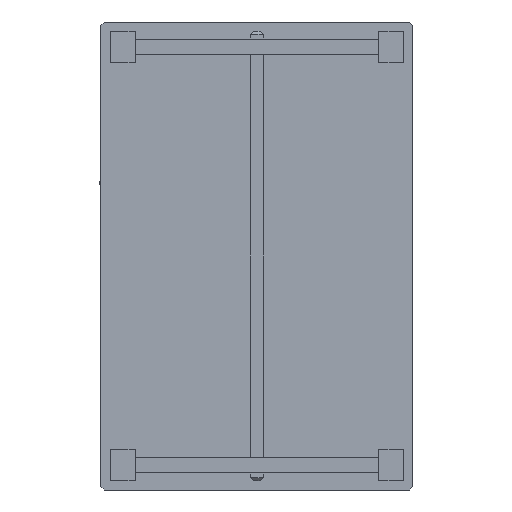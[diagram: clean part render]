
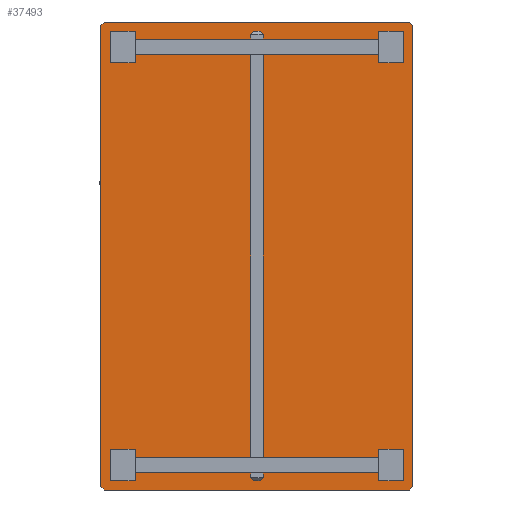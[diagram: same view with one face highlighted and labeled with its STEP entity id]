
A CAD part, front view. The second image highlights one B-rep face of the part: STEP entity #37493.
In plain terms, the highlighted free-form (B-spline) face has degree [1, 1] with [2, 2] control points.
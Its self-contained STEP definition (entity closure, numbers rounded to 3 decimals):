
#37493 = ADVANCED_FACE('',(#37494,#37524,#37554,#37612,#37642),#37672,
  .F.);
#37494 = FACE_BOUND('',#37495,.T.);
#37495 = EDGE_LOOP('',(#37496,#37505,#37512,#37519));
#37496 = ORIENTED_EDGE('',*,*,#37497,.F.);
#37497 = EDGE_CURVE('',#37498,#37500,#37502,.T.);
#37498 = VERTEX_POINT('',#37499);
#37499 = CARTESIAN_POINT('',(443.965,0.,-819.628));
#37500 = VERTEX_POINT('',#37501);
#37501 = CARTESIAN_POINT('',(535.035,0.,-819.628));
#37502 = B_SPLINE_CURVE_WITH_KNOTS('',1,(#37503,#37504),.UNSPECIFIED.,
  .F.,.F.,(2,2),(-80.,0.),.PIECEWISE_BEZIER_KNOTS.);
#37503 = CARTESIAN_POINT('',(443.965,0.,-819.628));
#37504 = CARTESIAN_POINT('',(535.035,0.,-819.628));
#37505 = ORIENTED_EDGE('',*,*,#37506,.F.);
#37506 = EDGE_CURVE('',#37507,#37498,#37509,.T.);
#37507 = VERTEX_POINT('',#37508);
#37508 = CARTESIAN_POINT('',(443.965,0.,-705.791));
#37509 = B_SPLINE_CURVE_WITH_KNOTS('',1,(#37510,#37511),.UNSPECIFIED.,
  .F.,.F.,(2,2),(-100.,-0.),.PIECEWISE_BEZIER_KNOTS.);
#37510 = CARTESIAN_POINT('',(443.965,0.,-705.791));
#37511 = CARTESIAN_POINT('',(443.965,0.,-819.628));
#37512 = ORIENTED_EDGE('',*,*,#37513,.F.);
#37513 = EDGE_CURVE('',#37514,#37507,#37516,.T.);
#37514 = VERTEX_POINT('',#37515);
#37515 = CARTESIAN_POINT('',(535.035,0.,-705.791));
#37516 = B_SPLINE_CURVE_WITH_KNOTS('',1,(#37517,#37518),.UNSPECIFIED.,
  .F.,.F.,(2,2),(0.,80.),.PIECEWISE_BEZIER_KNOTS.);
#37517 = CARTESIAN_POINT('',(535.035,0.,-705.791));
#37518 = CARTESIAN_POINT('',(443.965,0.,-705.791));
#37519 = ORIENTED_EDGE('',*,*,#37520,.F.);
#37520 = EDGE_CURVE('',#37500,#37514,#37521,.T.);
#37521 = B_SPLINE_CURVE_WITH_KNOTS('',1,(#37522,#37523),.UNSPECIFIED.,
  .F.,.F.,(2,2),(0.,100.),.PIECEWISE_BEZIER_KNOTS.);
#37522 = CARTESIAN_POINT('',(535.035,0.,-819.628));
#37523 = CARTESIAN_POINT('',(535.035,0.,-705.791));
#37524 = FACE_BOUND('',#37525,.T.);
#37525 = EDGE_LOOP('',(#37526,#37535,#37542,#37549));
#37526 = ORIENTED_EDGE('',*,*,#37527,.F.);
#37527 = EDGE_CURVE('',#37528,#37530,#37532,.T.);
#37528 = VERTEX_POINT('',#37529);
#37529 = CARTESIAN_POINT('',(-443.965,0.,705.791));
#37530 = VERTEX_POINT('',#37531);
#37531 = CARTESIAN_POINT('',(-443.965,0.,819.628));
#37532 = B_SPLINE_CURVE_WITH_KNOTS('',1,(#37533,#37534),.UNSPECIFIED.,
  .F.,.F.,(2,2),(-100.,0.),.PIECEWISE_BEZIER_KNOTS.);
#37533 = CARTESIAN_POINT('',(-443.965,0.,705.791));
#37534 = CARTESIAN_POINT('',(-443.965,0.,819.628));
#37535 = ORIENTED_EDGE('',*,*,#37536,.F.);
#37536 = EDGE_CURVE('',#37537,#37528,#37539,.T.);
#37537 = VERTEX_POINT('',#37538);
#37538 = CARTESIAN_POINT('',(-535.035,0.,705.791));
#37539 = B_SPLINE_CURVE_WITH_KNOTS('',1,(#37540,#37541),.UNSPECIFIED.,
  .F.,.F.,(2,2),(0.,80.),.PIECEWISE_BEZIER_KNOTS.);
#37540 = CARTESIAN_POINT('',(-535.035,0.,705.791));
#37541 = CARTESIAN_POINT('',(-443.965,0.,705.791));
#37542 = ORIENTED_EDGE('',*,*,#37543,.F.);
#37543 = EDGE_CURVE('',#37544,#37537,#37546,.T.);
#37544 = VERTEX_POINT('',#37545);
#37545 = CARTESIAN_POINT('',(-535.035,0.,819.628));
#37546 = B_SPLINE_CURVE_WITH_KNOTS('',1,(#37547,#37548),.UNSPECIFIED.,
  .F.,.F.,(2,2),(0.,100.),.PIECEWISE_BEZIER_KNOTS.);
#37547 = CARTESIAN_POINT('',(-535.035,0.,819.628));
#37548 = CARTESIAN_POINT('',(-535.035,0.,705.791));
#37549 = ORIENTED_EDGE('',*,*,#37550,.F.);
#37550 = EDGE_CURVE('',#37530,#37544,#37551,.T.);
#37551 = B_SPLINE_CURVE_WITH_KNOTS('',1,(#37552,#37553),.UNSPECIFIED.,
  .F.,.F.,(2,2),(-80.,-0.),.PIECEWISE_BEZIER_KNOTS.);
#37552 = CARTESIAN_POINT('',(-443.965,0.,819.628));
#37553 = CARTESIAN_POINT('',(-535.035,0.,819.628));
#37554 = FACE_BOUND('',#37555,.T.);
#37555 = EDGE_LOOP('',(#37556,#37565,#37572,#37579,#37586,#37593,#37600,
    #37607));
#37556 = ORIENTED_EDGE('',*,*,#37557,.F.);
#37557 = EDGE_CURVE('',#37558,#37560,#37562,.T.);
#37558 = VERTEX_POINT('',#37559);
#37559 = CARTESIAN_POINT('',(569.186,0.,842.396));
#37560 = VERTEX_POINT('',#37561);
#37561 = CARTESIAN_POINT('',(569.186,0.,-842.396));
#37562 = B_SPLINE_CURVE_WITH_KNOTS('',1,(#37563,#37564),.UNSPECIFIED.,
  .F.,.F.,(2,2),(-1490.,-10.),.PIECEWISE_BEZIER_KNOTS.);
#37563 = CARTESIAN_POINT('',(569.186,0.,842.396));
#37564 = CARTESIAN_POINT('',(569.186,0.,-842.396));
#37565 = ORIENTED_EDGE('',*,*,#37566,.T.);
#37566 = EDGE_CURVE('',#37558,#37567,#37569,.T.);
#37567 = VERTEX_POINT('',#37568);
#37568 = CARTESIAN_POINT('',(557.803,0.,853.78));
#37569 = B_SPLINE_CURVE_WITH_KNOTS('',1,(#37570,#37571),.UNSPECIFIED.,
  .F.,.F.,(2,2),(0.,14.142),.PIECEWISE_BEZIER_KNOTS.);
#37570 = CARTESIAN_POINT('',(569.186,0.,842.396));
#37571 = CARTESIAN_POINT('',(557.803,0.,853.78));
#37572 = ORIENTED_EDGE('',*,*,#37573,.F.);
#37573 = EDGE_CURVE('',#37574,#37567,#37576,.T.);
#37574 = VERTEX_POINT('',#37575);
#37575 = CARTESIAN_POINT('',(-557.803,0.,853.78));
#37576 = B_SPLINE_CURVE_WITH_KNOTS('',1,(#37577,#37578),.UNSPECIFIED.,
  .F.,.F.,(2,2),(10.,990.),.PIECEWISE_BEZIER_KNOTS.);
#37577 = CARTESIAN_POINT('',(-557.803,0.,853.78));
#37578 = CARTESIAN_POINT('',(557.803,0.,853.78));
#37579 = ORIENTED_EDGE('',*,*,#37580,.T.);
#37580 = EDGE_CURVE('',#37574,#37581,#37583,.T.);
#37581 = VERTEX_POINT('',#37582);
#37582 = CARTESIAN_POINT('',(-569.186,0.,842.396));
#37583 = B_SPLINE_CURVE_WITH_KNOTS('',1,(#37584,#37585),.UNSPECIFIED.,
  .F.,.F.,(2,2),(0.,14.142),.PIECEWISE_BEZIER_KNOTS.);
#37584 = CARTESIAN_POINT('',(-557.803,0.,853.78));
#37585 = CARTESIAN_POINT('',(-569.186,0.,842.396));
#37586 = ORIENTED_EDGE('',*,*,#37587,.F.);
#37587 = EDGE_CURVE('',#37588,#37581,#37590,.T.);
#37588 = VERTEX_POINT('',#37589);
#37589 = CARTESIAN_POINT('',(-569.186,0.,-842.396));
#37590 = B_SPLINE_CURVE_WITH_KNOTS('',1,(#37591,#37592),.UNSPECIFIED.,
  .F.,.F.,(2,2),(10.,1490.),.PIECEWISE_BEZIER_KNOTS.);
#37591 = CARTESIAN_POINT('',(-569.186,0.,-842.396));
#37592 = CARTESIAN_POINT('',(-569.186,0.,842.396));
#37593 = ORIENTED_EDGE('',*,*,#37594,.T.);
#37594 = EDGE_CURVE('',#37588,#37595,#37597,.T.);
#37595 = VERTEX_POINT('',#37596);
#37596 = CARTESIAN_POINT('',(-557.803,0.,-853.78));
#37597 = B_SPLINE_CURVE_WITH_KNOTS('',1,(#37598,#37599),.UNSPECIFIED.,
  .F.,.F.,(2,2),(0.,14.142),.PIECEWISE_BEZIER_KNOTS.);
#37598 = CARTESIAN_POINT('',(-569.186,0.,-842.396));
#37599 = CARTESIAN_POINT('',(-557.803,0.,-853.78));
#37600 = ORIENTED_EDGE('',*,*,#37601,.F.);
#37601 = EDGE_CURVE('',#37602,#37595,#37604,.T.);
#37602 = VERTEX_POINT('',#37603);
#37603 = CARTESIAN_POINT('',(557.803,0.,-853.78));
#37604 = B_SPLINE_CURVE_WITH_KNOTS('',1,(#37605,#37606),.UNSPECIFIED.,
  .F.,.F.,(2,2),(-990.,-10.),.PIECEWISE_BEZIER_KNOTS.);
#37605 = CARTESIAN_POINT('',(557.803,0.,-853.78));
#37606 = CARTESIAN_POINT('',(-557.803,0.,-853.78));
#37607 = ORIENTED_EDGE('',*,*,#37608,.T.);
#37608 = EDGE_CURVE('',#37602,#37560,#37609,.T.);
#37609 = B_SPLINE_CURVE_WITH_KNOTS('',1,(#37610,#37611),.UNSPECIFIED.,
  .F.,.F.,(2,2),(0.,14.142),.PIECEWISE_BEZIER_KNOTS.);
#37610 = CARTESIAN_POINT('',(557.803,0.,-853.78));
#37611 = CARTESIAN_POINT('',(569.186,0.,-842.396));
#37612 = FACE_BOUND('',#37613,.T.);
#37613 = EDGE_LOOP('',(#37614,#37623,#37630,#37637));
#37614 = ORIENTED_EDGE('',*,*,#37615,.F.);
#37615 = EDGE_CURVE('',#37616,#37618,#37620,.T.);
#37616 = VERTEX_POINT('',#37617);
#37617 = CARTESIAN_POINT('',(535.035,0.,705.791));
#37618 = VERTEX_POINT('',#37619);
#37619 = CARTESIAN_POINT('',(535.035,0.,819.628));
#37620 = B_SPLINE_CURVE_WITH_KNOTS('',1,(#37621,#37622),.UNSPECIFIED.,
  .F.,.F.,(2,2),(-100.,0.),.PIECEWISE_BEZIER_KNOTS.);
#37621 = CARTESIAN_POINT('',(535.035,0.,705.791));
#37622 = CARTESIAN_POINT('',(535.035,0.,819.628));
#37623 = ORIENTED_EDGE('',*,*,#37624,.F.);
#37624 = EDGE_CURVE('',#37625,#37616,#37627,.T.);
#37625 = VERTEX_POINT('',#37626);
#37626 = CARTESIAN_POINT('',(443.965,0.,705.791));
#37627 = B_SPLINE_CURVE_WITH_KNOTS('',1,(#37628,#37629),.UNSPECIFIED.,
  .F.,.F.,(2,2),(-80.,0.),.PIECEWISE_BEZIER_KNOTS.);
#37628 = CARTESIAN_POINT('',(443.965,0.,705.791));
#37629 = CARTESIAN_POINT('',(535.035,0.,705.791));
#37630 = ORIENTED_EDGE('',*,*,#37631,.F.);
#37631 = EDGE_CURVE('',#37632,#37625,#37634,.T.);
#37632 = VERTEX_POINT('',#37633);
#37633 = CARTESIAN_POINT('',(443.965,0.,819.628));
#37634 = B_SPLINE_CURVE_WITH_KNOTS('',1,(#37635,#37636),.UNSPECIFIED.,
  .F.,.F.,(2,2),(0.,100.),.PIECEWISE_BEZIER_KNOTS.);
#37635 = CARTESIAN_POINT('',(443.965,0.,819.628));
#37636 = CARTESIAN_POINT('',(443.965,0.,705.791));
#37637 = ORIENTED_EDGE('',*,*,#37638,.F.);
#37638 = EDGE_CURVE('',#37618,#37632,#37639,.T.);
#37639 = B_SPLINE_CURVE_WITH_KNOTS('',1,(#37640,#37641),.UNSPECIFIED.,
  .F.,.F.,(2,2),(0.,80.),.PIECEWISE_BEZIER_KNOTS.);
#37640 = CARTESIAN_POINT('',(535.035,0.,819.628));
#37641 = CARTESIAN_POINT('',(443.965,0.,819.628));
#37642 = FACE_BOUND('',#37643,.T.);
#37643 = EDGE_LOOP('',(#37644,#37653,#37660,#37667));
#37644 = ORIENTED_EDGE('',*,*,#37645,.F.);
#37645 = EDGE_CURVE('',#37646,#37648,#37650,.T.);
#37646 = VERTEX_POINT('',#37647);
#37647 = CARTESIAN_POINT('',(-535.035,0.,-705.791));
#37648 = VERTEX_POINT('',#37649);
#37649 = CARTESIAN_POINT('',(-535.035,0.,-819.628));
#37650 = B_SPLINE_CURVE_WITH_KNOTS('',1,(#37651,#37652),.UNSPECIFIED.,
  .F.,.F.,(2,2),(-100.,-0.),.PIECEWISE_BEZIER_KNOTS.);
#37651 = CARTESIAN_POINT('',(-535.035,0.,-705.791));
#37652 = CARTESIAN_POINT('',(-535.035,0.,-819.628));
#37653 = ORIENTED_EDGE('',*,*,#37654,.F.);
#37654 = EDGE_CURVE('',#37655,#37646,#37657,.T.);
#37655 = VERTEX_POINT('',#37656);
#37656 = CARTESIAN_POINT('',(-443.965,0.,-705.791));
#37657 = B_SPLINE_CURVE_WITH_KNOTS('',1,(#37658,#37659),.UNSPECIFIED.,
  .F.,.F.,(2,2),(-80.,-0.),.PIECEWISE_BEZIER_KNOTS.);
#37658 = CARTESIAN_POINT('',(-443.965,0.,-705.791));
#37659 = CARTESIAN_POINT('',(-535.035,0.,-705.791));
#37660 = ORIENTED_EDGE('',*,*,#37661,.F.);
#37661 = EDGE_CURVE('',#37662,#37655,#37664,.T.);
#37662 = VERTEX_POINT('',#37663);
#37663 = CARTESIAN_POINT('',(-443.965,0.,-819.628));
#37664 = B_SPLINE_CURVE_WITH_KNOTS('',1,(#37665,#37666),.UNSPECIFIED.,
  .F.,.F.,(2,2),(0.,100.),.PIECEWISE_BEZIER_KNOTS.);
#37665 = CARTESIAN_POINT('',(-443.965,0.,-819.628));
#37666 = CARTESIAN_POINT('',(-443.965,0.,-705.791));
#37667 = ORIENTED_EDGE('',*,*,#37668,.F.);
#37668 = EDGE_CURVE('',#37648,#37662,#37669,.T.);
#37669 = B_SPLINE_CURVE_WITH_KNOTS('',1,(#37670,#37671),.UNSPECIFIED.,
  .F.,.F.,(2,2),(0.,80.),.PIECEWISE_BEZIER_KNOTS.);
#37670 = CARTESIAN_POINT('',(-535.035,0.,-819.628));
#37671 = CARTESIAN_POINT('',(-443.965,0.,-819.628));
#37672 = B_SPLINE_SURFACE_WITH_KNOTS('',1,1,(
    (#37673,#37674)
    ,(#37675,#37676
  )),.UNSPECIFIED.,.F.,.F.,.F.,(2,2),(2,2),(-750.,750.),(-500.,500.),
  .PIECEWISE_BEZIER_KNOTS.);
#37673 = CARTESIAN_POINT('',(-569.186,0.,-853.78));
#37674 = CARTESIAN_POINT('',(569.186,0.,-853.78));
#37675 = CARTESIAN_POINT('',(-569.186,0.,853.78));
#37676 = CARTESIAN_POINT('',(569.186,0.,853.78));
